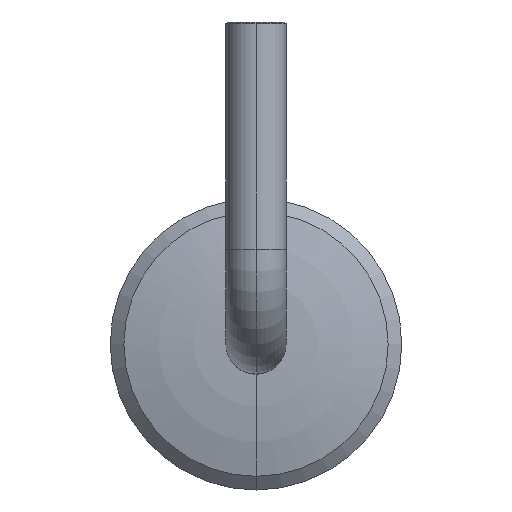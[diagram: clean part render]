
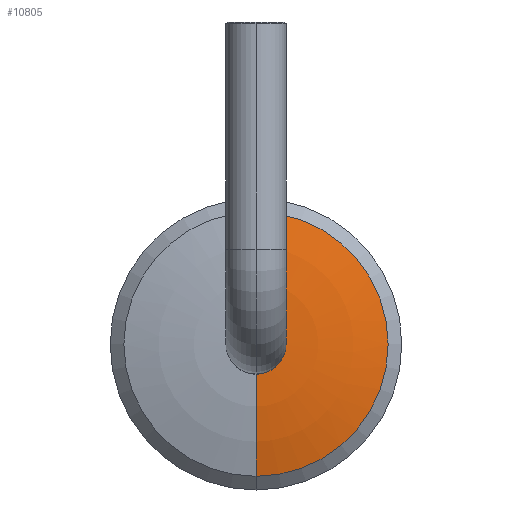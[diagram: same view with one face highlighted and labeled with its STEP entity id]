
A CAD part, top view. The second image highlights one B-rep face of the part: STEP entity #10805.
In plain terms, the highlighted toroidal (fillet/blend) face has major radius 6.25 mm and minor radius 96.868 mm.
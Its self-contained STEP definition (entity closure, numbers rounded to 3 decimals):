
#135 = DIRECTION ( 'NONE',  ( -1., 0., 0. ) ) ;
#203 = CIRCLE ( 'NONE', #1359, 6.25 ) ;
#1033 = CARTESIAN_POINT ( 'NONE',  ( 0., 5.832, 0. ) ) ;
#1063 = CIRCLE ( 'NONE', #3307, 96.868 ) ;
#1268 = DIRECTION ( 'NONE',  ( 0., 0., -1. ) ) ;
#1359 = AXIS2_PLACEMENT_3D ( 'NONE', #1774, #3965, #4988 ) ;
#1702 = VERTEX_POINT ( 'NONE', #8713 ) ;
#1774 = CARTESIAN_POINT ( 'NONE',  ( 0., 9., 0. ) ) ;
#2045 = EDGE_CURVE ( 'NONE', #1702, #7312, #1063, .T. ) ;
#2634 = FACE_OUTER_BOUND ( 'NONE', #6865, .T. ) ;
#2735 = CARTESIAN_POINT ( 'NONE',  ( 0., 5.832, -30.819 ) ) ;
#3307 = AXIS2_PLACEMENT_3D ( 'NONE', #11741, #135, #11829 ) ;
#3445 = AXIS2_PLACEMENT_3D ( 'NONE', #1033, #12587, #7372 ) ;
#3456 = EDGE_CURVE ( 'NONE', #1702, #5376, #203, .T. ) ;
#3965 = DIRECTION ( 'NONE',  ( 0., -1., 0. ) ) ;
#4975 = EDGE_CURVE ( 'NONE', #5376, #6936, #11663, .T. ) ;
#4988 = DIRECTION ( 'NONE',  ( 0., 0., -1. ) ) ;
#5367 = DIRECTION ( 'NONE',  ( 0., -1., 0. ) ) ;
#5376 = VERTEX_POINT ( 'NONE', #6226 ) ;
#5470 = DIRECTION ( 'NONE',  ( 1., 0., 0. ) ) ;
#6226 = CARTESIAN_POINT ( 'NONE',  ( 0., 9., 6.25 ) ) ;
#6855 = ORIENTED_EDGE ( 'NONE', *, *, #4975, .T. ) ;
#6865 = EDGE_LOOP ( 'NONE', ( #7537, #6855, #8977, #11076 ) ) ;
#6936 = VERTEX_POINT ( 'NONE', #13520 ) ;
#7001 = EDGE_CURVE ( 'NONE', #7312, #6936, #10152, .T. ) ;
#7234 = CARTESIAN_POINT ( 'NONE',  ( 0., -87.868, 0. ) ) ;
#7312 = VERTEX_POINT ( 'NONE', #2735 ) ;
#7372 = DIRECTION ( 'NONE',  ( 0., 0., -1. ) ) ;
#7537 = ORIENTED_EDGE ( 'NONE', *, *, #3456, .T. ) ;
#8713 = CARTESIAN_POINT ( 'NONE',  ( 0., 9., -6.25 ) ) ;
#8796 = TOROIDAL_SURFACE ( 'NONE', #12919, 6.25, 96.868 ) ;
#8977 = ORIENTED_EDGE ( 'NONE', *, *, #7001, .F. ) ;
#10152 = CIRCLE ( 'NONE', #3445, 30.819 ) ;
#10683 = CARTESIAN_POINT ( 'NONE',  ( 0., -87.868, 6.25 ) ) ;
#10744 = DIRECTION ( 'NONE',  ( 0., 0., -1. ) ) ;
#10805 = ADVANCED_FACE ( 'NONE', ( #2634 ), #8796, .T. ) ;
#11076 = ORIENTED_EDGE ( 'NONE', *, *, #2045, .F. ) ;
#11663 = CIRCLE ( 'NONE', #13555, 96.868 ) ;
#11741 = CARTESIAN_POINT ( 'NONE',  ( 0., -87.868, -6.25 ) ) ;
#11829 = DIRECTION ( 'NONE',  ( 0., 0., 1. ) ) ;
#12587 = DIRECTION ( 'NONE',  ( 0., -1., 0. ) ) ;
#12919 = AXIS2_PLACEMENT_3D ( 'NONE', #7234, #5367, #10744 ) ;
#13520 = CARTESIAN_POINT ( 'NONE',  ( 0., 5.832, 30.819 ) ) ;
#13555 = AXIS2_PLACEMENT_3D ( 'NONE', #10683, #5470, #1268 ) ;
